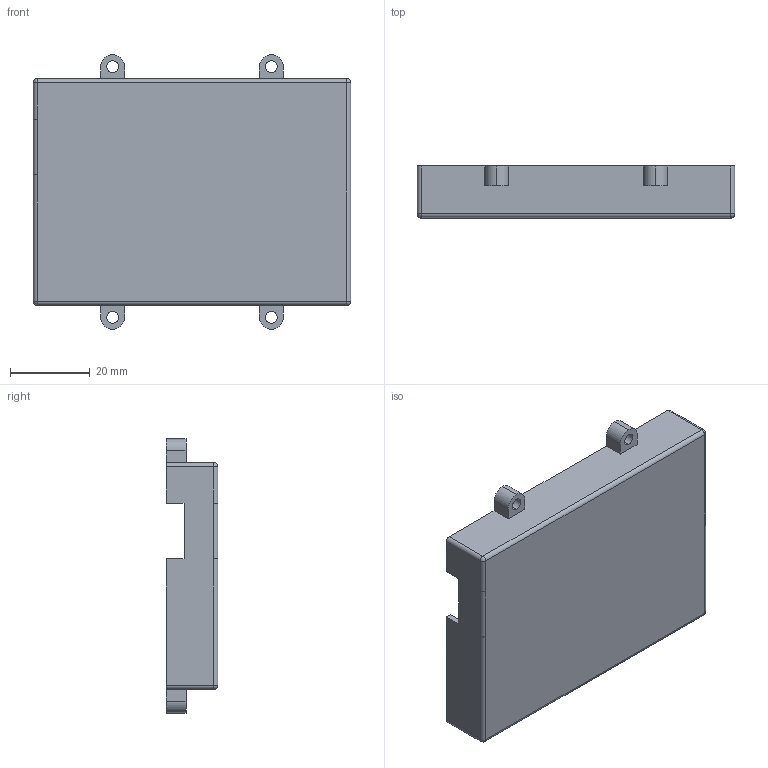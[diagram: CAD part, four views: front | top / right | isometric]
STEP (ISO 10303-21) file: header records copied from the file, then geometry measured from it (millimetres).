
FILE_DESCRIPTION (( 'STEP AP203' ), '1' );
FILE_NAME ('Probe enclosure - Top part - Github.STEP', '2026-02-16T16:17:45', ( '' ), ( '' ), 'SwSTEP 2.0', 'SolidWorks 2024', '' );
FILE_SCHEMA (( 'CONFIG_CONTROL_DESIGN' ));
Length unit declared in the file: millimetre
Products named in the file (1): Probe enclosure - Top part - Github
Bounding box: 79.8 x 13 x 69 mm (x, y, z)
Volume: 13395.9 mm3; surface area: 15047.6 mm2
Topology: 1 solids, 1 shells, 73 faces, 197 edges, 118 vertices
Faces by surface type: cylinder 37, plane 28, sphere 8
Entity records: 2314 total; most frequent: DIRECTION 407, CARTESIAN_POINT 381, ORIENTED_EDGE 378, EDGE_CURVE 189, AXIS2_PLACEMENT_3D 144, LINE 119, VECTOR 119, VERTEX_POINT 118
